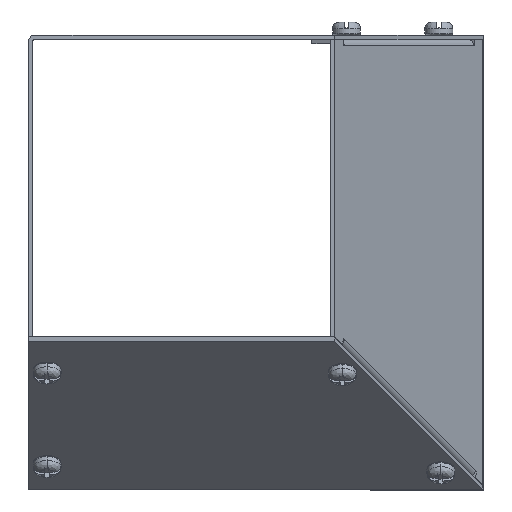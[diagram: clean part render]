
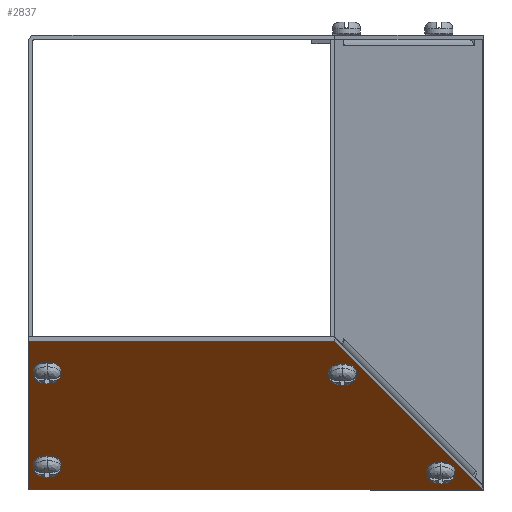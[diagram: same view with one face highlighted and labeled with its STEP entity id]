
A CAD part, front view. The second image highlights one B-rep face of the part: STEP entity #2837.
In plain terms, the highlighted planar face has unit normal (0, -0.497, -0.868).
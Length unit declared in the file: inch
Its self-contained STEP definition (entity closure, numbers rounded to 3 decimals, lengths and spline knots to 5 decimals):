
#50 = DIRECTION ( 'NONE',  ( 0., 0.497, 0.868 ) ) ;
#157 = EDGE_CURVE ( 'NONE', #5303, #594, #356, .T. ) ;
#190 = EDGE_CURVE ( 'NONE', #3910, #3346, #10415, .T. ) ;
#228 = VECTOR ( 'NONE', #10155, 39.37008 ) ;
#326 = CARTESIAN_POINT ( 'NONE',  ( -2.807, 0.96099, -5.61701 ) ) ;
#345 = AXIS2_PLACEMENT_3D ( 'NONE', #4729, #6449, #4110 ) ;
#356 = CIRCLE ( 'NONE', #2049, 0.125 ) ;
#362 = CARTESIAN_POINT ( 'NONE',  ( 1.057, -1.75846, -4.06083 ) ) ;
#376 = LINE ( 'NONE', #3486, #9389 ) ;
#543 = CIRCLE ( 'NONE', #4301, 0.125 ) ;
#548 = VECTOR ( 'NONE', #6340, 39.37008 ) ;
#594 = VERTEX_POINT ( 'NONE', #3044 ) ;
#666 = VERTEX_POINT ( 'NONE', #9668 ) ;
#670 = CARTESIAN_POINT ( 'NONE',  ( 2.48466, 1.21653, -5.76325 ) ) ;
#690 = CIRCLE ( 'NONE', #5812, 0.125 ) ;
#786 = CARTESIAN_POINT ( 'NONE',  ( 1.057, -1.75799, -4.0611 ) ) ;
#899 = EDGE_CURVE ( 'NONE', #6767, #1800, #1427, .T. ) ;
#1050 = LINE ( 'NONE', #5151, #9703 ) ;
#1427 = LINE ( 'NONE', #3074, #548 ) ;
#1454 = ORIENTED_EDGE ( 'NONE', *, *, #190, .T. ) ;
#1465 = EDGE_LOOP ( 'NONE', ( #7422, #5099, #7465, #6543, #4999 ) ) ;
#1481 = DIRECTION ( 'NONE',  ( 0., -0.868, 0.497 ) ) ;
#1546 = DIRECTION ( 'NONE',  ( 0., 0.497, 0.868 ) ) ;
#1635 = EDGE_CURVE ( 'NONE', #9727, #5091, #376, .T. ) ;
#1800 = VERTEX_POINT ( 'NONE', #10241 ) ;
#1846 = EDGE_LOOP ( 'NONE', ( #1454, #6566 ) ) ;
#1870 = EDGE_CURVE ( 'NONE', #5703, #8676, #543, .T. ) ;
#2049 = AXIS2_PLACEMENT_3D ( 'NONE', #4041, #7241, #10434 ) ;
#2132 = CARTESIAN_POINT ( 'NONE',  ( -2.807, 1.17797, -5.74118 ) ) ;
#2136 = EDGE_CURVE ( 'NONE', #666, #7452, #4963, .T. ) ;
#2230 = ORIENTED_EDGE ( 'NONE', *, *, #1870, .T. ) ;
#2238 = DIRECTION ( 'NONE',  ( 0., -0.868, 0.497 ) ) ;
#2467 = EDGE_CURVE ( 'NONE', #7452, #666, #4442, .T. ) ;
#2495 = FACE_BOUND ( 'NONE', #5467, .T. ) ;
#2550 = DIRECTION ( 'NONE',  ( 0., -0.868, 0.497 ) ) ;
#2643 = ORIENTED_EDGE ( 'NONE', *, *, #3045, .T. ) ;
#2837 = ADVANCED_FACE ( 'NONE', ( #8224, #3188, #2495, #5538, #6565 ), #5759, .T. ) ;
#3045 = EDGE_CURVE ( 'NONE', #594, #5303, #8712, .T. ) ;
#3044 = CARTESIAN_POINT ( 'NONE',  ( -2.807, -1.23588, -4.35987 ) ) ;
#3074 = CARTESIAN_POINT ( 'NONE',  ( -3.057, -1.75846, -4.06083 ) ) ;
#3188 = FACE_BOUND ( 'NONE', #9456, .T. ) ;
#3346 = VERTEX_POINT ( 'NONE', #9820 ) ;
#3441 = AXIS2_PLACEMENT_3D ( 'NONE', #670, #8880, #4150 ) ;
#3445 = AXIS2_PLACEMENT_3D ( 'NONE', #6930, #9479, #8728 ) ;
#3486 = CARTESIAN_POINT ( 'NONE',  ( -3.057, 1.71002, -6.04564 ) ) ;
#3661 = CARTESIAN_POINT ( 'NONE',  ( -2.807, -1.01889, -4.48404 ) ) ;
#3675 = DIRECTION ( 'NONE',  ( 0., -0.868, 0.497 ) ) ;
#3700 = CARTESIAN_POINT ( 'NONE',  ( 1.16121, -1.1982, -4.38144 ) ) ;
#3848 = EDGE_CURVE ( 'NONE', #5091, #6082, #5162, .T. ) ;
#3910 = VERTEX_POINT ( 'NONE', #6114 ) ;
#4041 = CARTESIAN_POINT ( 'NONE',  ( -2.807, -1.12739, -4.42196 ) ) ;
#4086 = ORIENTED_EDGE ( 'NONE', *, *, #157, .T. ) ;
#4110 = DIRECTION ( 'NONE',  ( 0., -0.868, 0.497 ) ) ;
#4150 = DIRECTION ( 'NONE',  ( 0., -0.868, 0.497 ) ) ;
#4280 = AXIS2_PLACEMENT_3D ( 'NONE', #9708, #1546, #9661 ) ;
#4301 = AXIS2_PLACEMENT_3D ( 'NONE', #8061, #9010, #2550 ) ;
#4306 = AXIS2_PLACEMENT_3D ( 'NONE', #10173, #6071, #3675 ) ;
#4312 = EDGE_CURVE ( 'NONE', #6082, #6767, #7509, .T. ) ;
#4442 = CIRCLE ( 'NONE', #4280, 0.125 ) ;
#4729 = CARTESIAN_POINT ( 'NONE',  ( -3.057, 1.71671, -6.04947 ) ) ;
#4963 = CIRCLE ( 'NONE', #3445, 0.125 ) ;
#4999 = ORIENTED_EDGE ( 'NONE', *, *, #6960, .F. ) ;
#5089 = CIRCLE ( 'NONE', #6482, 0.125 ) ;
#5091 = VERTEX_POINT ( 'NONE', #10438 ) ;
#5099 = ORIENTED_EDGE ( 'NONE', *, *, #3848, .T. ) ;
#5151 = CARTESIAN_POINT ( 'NONE',  ( -3.057, 1.71002, -6.04564 ) ) ;
#5162 = LINE ( 'NONE', #5958, #8076 ) ;
#5303 = VERTEX_POINT ( 'NONE', #3661 ) ;
#5467 = EDGE_LOOP ( 'NONE', ( #2230, #9740 ) ) ;
#5538 = FACE_BOUND ( 'NONE', #6450, .T. ) ;
#5703 = VERTEX_POINT ( 'NONE', #326 ) ;
#5759 = PLANE ( 'NONE',  #345 ) ;
#5812 = AXIS2_PLACEMENT_3D ( 'NONE', #7309, #50, #1481 ) ;
#5845 = EDGE_CURVE ( 'NONE', #8676, #5703, #5089, .T. ) ;
#5958 = CARTESIAN_POINT ( 'NONE',  ( 3.04714, 1.71002, -6.04564 ) ) ;
#6071 = DIRECTION ( 'NONE',  ( 0., 0.497, 0.868 ) ) ;
#6082 = VERTEX_POINT ( 'NONE', #786 ) ;
#6114 = CARTESIAN_POINT ( 'NONE',  ( 2.48466, 1.10804, -5.70116 ) ) ;
#6340 = DIRECTION ( 'NONE',  ( -1., 0., 0. ) ) ;
#6449 = DIRECTION ( 'NONE',  ( 0., -0.497, -0.868 ) ) ;
#6450 = EDGE_LOOP ( 'NONE', ( #9288, #10409 ) ) ;
#6482 = AXIS2_PLACEMENT_3D ( 'NONE', #7916, #7002, #2238 ) ;
#6543 = ORIENTED_EDGE ( 'NONE', *, *, #899, .T. ) ;
#6556 = DIRECTION ( 'NONE',  ( 0., -0.868, 0.497 ) ) ;
#6565 = FACE_BOUND ( 'NONE', #1846, .T. ) ;
#6566 = ORIENTED_EDGE ( 'NONE', *, *, #7562, .T. ) ;
#6704 = CARTESIAN_POINT ( 'NONE',  ( 1.057, 1.71671, -6.04947 ) ) ;
#6767 = VERTEX_POINT ( 'NONE', #362 ) ;
#6930 = CARTESIAN_POINT ( 'NONE',  ( 1.16121, -1.08971, -4.44352 ) ) ;
#6960 = EDGE_CURVE ( 'NONE', #9727, #1800, #1050, .T. ) ;
#7002 = DIRECTION ( 'NONE',  ( 0., 0.497, 0.868 ) ) ;
#7241 = DIRECTION ( 'NONE',  ( 0., 0.497, 0.868 ) ) ;
#7309 = CARTESIAN_POINT ( 'NONE',  ( 2.48466, 1.21653, -5.76325 ) ) ;
#7422 = ORIENTED_EDGE ( 'NONE', *, *, #1635, .T. ) ;
#7452 = VERTEX_POINT ( 'NONE', #3700 ) ;
#7465 = ORIENTED_EDGE ( 'NONE', *, *, #4312, .T. ) ;
#7509 = LINE ( 'NONE', #6704, #228 ) ;
#7562 = EDGE_CURVE ( 'NONE', #3346, #3910, #690, .T. ) ;
#7916 = CARTESIAN_POINT ( 'NONE',  ( -2.807, 1.06948, -5.6791 ) ) ;
#8061 = CARTESIAN_POINT ( 'NONE',  ( -2.807, 1.06948, -5.6791 ) ) ;
#8076 = VECTOR ( 'NONE', #10013, 39.37008 ) ;
#8224 = FACE_OUTER_BOUND ( 'NONE', #1465, .T. ) ;
#8676 = VERTEX_POINT ( 'NONE', #2132 ) ;
#8712 = CIRCLE ( 'NONE', #4306, 0.125 ) ;
#8728 = DIRECTION ( 'NONE',  ( 0., -0.868, 0.497 ) ) ;
#8880 = DIRECTION ( 'NONE',  ( 0., 0.497, 0.868 ) ) ;
#9010 = DIRECTION ( 'NONE',  ( 0., 0.497, 0.868 ) ) ;
#9288 = ORIENTED_EDGE ( 'NONE', *, *, #2467, .T. ) ;
#9389 = VECTOR ( 'NONE', #10029, 39.37008 ) ;
#9456 = EDGE_LOOP ( 'NONE', ( #2643, #4086 ) ) ;
#9479 = DIRECTION ( 'NONE',  ( 0., 0.497, 0.868 ) ) ;
#9661 = DIRECTION ( 'NONE',  ( 0., -0.868, 0.497 ) ) ;
#9668 = CARTESIAN_POINT ( 'NONE',  ( 1.16121, -0.98121, -4.5056 ) ) ;
#9703 = VECTOR ( 'NONE', #6556, 39.37008 ) ;
#9708 = CARTESIAN_POINT ( 'NONE',  ( 1.16121, -1.08971, -4.44352 ) ) ;
#9727 = VERTEX_POINT ( 'NONE', #9728 ) ;
#9728 = CARTESIAN_POINT ( 'NONE',  ( -3.057, 1.71002, -6.04564 ) ) ;
#9740 = ORIENTED_EDGE ( 'NONE', *, *, #5845, .T. ) ;
#9820 = CARTESIAN_POINT ( 'NONE',  ( 2.48466, 1.32502, -5.82533 ) ) ;
#10013 = DIRECTION ( 'NONE',  ( -0.446, -0.777, 0.445 ) ) ;
#10029 = DIRECTION ( 'NONE',  ( 1., 0., 0. ) ) ;
#10155 = DIRECTION ( 'NONE',  ( 0., -0.868, 0.497 ) ) ;
#10173 = CARTESIAN_POINT ( 'NONE',  ( -2.807, -1.12739, -4.42196 ) ) ;
#10241 = CARTESIAN_POINT ( 'NONE',  ( -3.057, -1.75846, -4.06083 ) ) ;
#10409 = ORIENTED_EDGE ( 'NONE', *, *, #2136, .T. ) ;
#10415 = CIRCLE ( 'NONE', #3441, 0.125 ) ;
#10434 = DIRECTION ( 'NONE',  ( 0., -0.868, 0.497 ) ) ;
#10438 = CARTESIAN_POINT ( 'NONE',  ( 3.04714, 1.71002, -6.04564 ) ) ;
